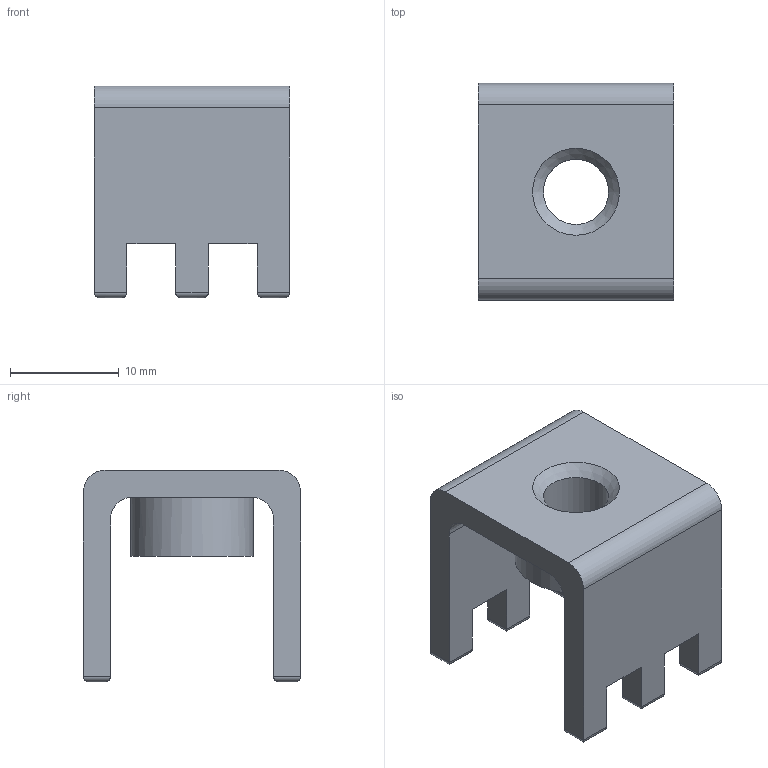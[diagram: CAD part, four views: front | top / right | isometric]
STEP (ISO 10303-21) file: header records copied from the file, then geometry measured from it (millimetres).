
FILE_DESCRIPTION(('FreeCAD Model'),'2;1');
FILE_NAME('Open CASCADE Shape Model','2025-09-20T16:07:45',(''),(''), 'Open CASCADE STEP processor 7.8','FreeCAD','Unknown');
FILE_SCHEMA(('AUTOMOTIVE_DESIGN { 1 0 10303 214 1 1 1 1 }'));
Length unit declared in the file: millimetre
Products named in the file (1): Body
Bounding box: 18 x 20 x 19.5 mm (x, y, z)
Volume: 2510.5 mm3; surface area: 2423.8 mm2
Topology: 1 solids, 1 shells, 59 faces, 146 edges, 89 vertices
Faces by surface type: cylinder 30, plane 28, cone 1
Full cylindrical faces by diameter (mm): 6 x1, 11.273 x1
Entity records: 1762 total; most frequent: CARTESIAN_POINT 318, DIRECTION 302, ORIENTED_EDGE 292, EDGE_CURVE 146, LINE 104, VECTOR 104, AXIS2_PLACEMENT_3D 99, VERTEX_POINT 89
